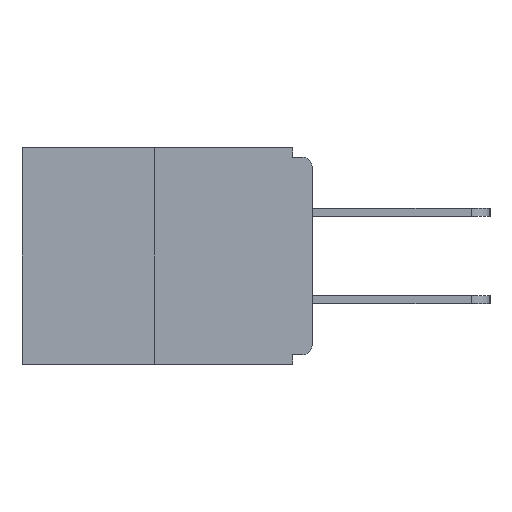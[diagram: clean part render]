
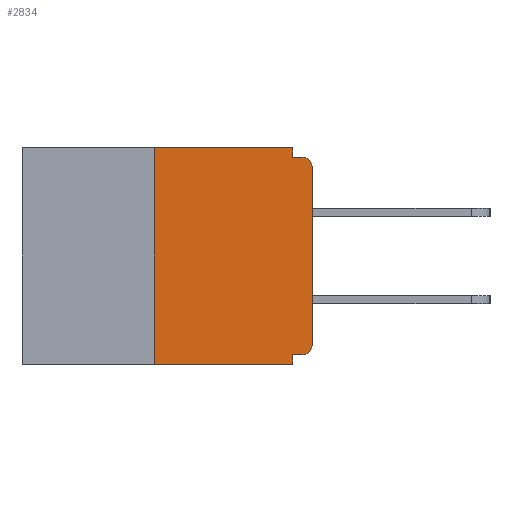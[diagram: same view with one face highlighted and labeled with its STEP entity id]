
A CAD part, left-side view. The second image highlights one B-rep face of the part: STEP entity #2834.
In plain terms, the highlighted planar face has unit normal (-1, 0, 0).
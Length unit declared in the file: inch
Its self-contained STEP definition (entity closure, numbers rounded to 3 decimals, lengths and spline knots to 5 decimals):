
#306 = VECTOR ( 'NONE', #9066, 39.37008 ) ;
#325 = VERTEX_POINT ( 'NONE', #1547 ) ;
#388 = CARTESIAN_POINT ( 'NONE',  ( 0., 0.015, -0.313 ) ) ;
#810 = LINE ( 'NONE', #6854, #306 ) ;
#997 = VECTOR ( 'NONE', #4835, 39.37008 ) ;
#1547 = CARTESIAN_POINT ( 'NONE',  ( 0., 0., -0.03 ) ) ;
#1673 = VECTOR ( 'NONE', #5962, 39.37008 ) ;
#1752 = CARTESIAN_POINT ( 'NONE',  ( 0., 0., 0. ) ) ;
#1793 = ORIENTED_EDGE ( 'NONE', *, *, #13082, .T. ) ;
#2006 = VECTOR ( 'NONE', #9240, 39.37008 ) ;
#2080 = PLANE ( 'NONE',  #12034 ) ;
#2175 = LINE ( 'NONE', #5703, #13211 ) ;
#2346 = CARTESIAN_POINT ( 'NONE',  ( 0., 0.015, -0.015 ) ) ;
#2682 = VERTEX_POINT ( 'NONE', #12698 ) ;
#2725 = CARTESIAN_POINT ( 'NONE',  ( 0., 0.015, -0.328 ) ) ;
#2834 = ADVANCED_FACE ( 'NONE', ( #3490 ), #2080, .F. ) ;
#2905 = DIRECTION ( 'NONE',  ( 1., 0., 0. ) ) ;
#3002 = ORIENTED_EDGE ( 'NONE', *, *, #3579, .F. ) ;
#3186 = LINE ( 'NONE', #5504, #8563 ) ;
#3191 = CIRCLE ( 'NONE', #6230, 0.015 ) ;
#3490 = FACE_OUTER_BOUND ( 'NONE', #13792, .T. ) ;
#3579 = EDGE_CURVE ( 'NONE', #12414, #8346, #11828, .T. ) ;
#3709 = DIRECTION ( 'NONE',  ( -1., 0., 0. ) ) ;
#4045 = ORIENTED_EDGE ( 'NONE', *, *, #8668, .F. ) ;
#4110 = EDGE_CURVE ( 'NONE', #7564, #4202, #810, .T. ) ;
#4132 = DIRECTION ( 'NONE',  ( 0., 0., -1. ) ) ;
#4202 = VERTEX_POINT ( 'NONE', #9022 ) ;
#4577 = DIRECTION ( 'NONE',  ( 0., 0., -1. ) ) ;
#4671 = VERTEX_POINT ( 'NONE', #2346 ) ;
#4835 = DIRECTION ( 'NONE',  ( 0., 0., -1. ) ) ;
#4865 = CARTESIAN_POINT ( 'NONE',  ( 0., 0.25, -0.343 ) ) ;
#4881 = ORIENTED_EDGE ( 'NONE', *, *, #8251, .F. ) ;
#5087 = CARTESIAN_POINT ( 'NONE',  ( 0., 0.46, 0. ) ) ;
#5162 = LINE ( 'NONE', #1752, #2006 ) ;
#5449 = CARTESIAN_POINT ( 'NONE',  ( 0., 0.015, -0.03 ) ) ;
#5504 = CARTESIAN_POINT ( 'NONE',  ( 0., 0., -0.015 ) ) ;
#5638 = DIRECTION ( 'NONE',  ( 0., -1., 0. ) ) ;
#5703 = CARTESIAN_POINT ( 'NONE',  ( 0., 0.46, 0. ) ) ;
#5855 = CARTESIAN_POINT ( 'NONE',  ( 0., 0.031, -0.328 ) ) ;
#5962 = DIRECTION ( 'NONE',  ( 0., 0., 1. ) ) ;
#6230 = AXIS2_PLACEMENT_3D ( 'NONE', #388, #3709, #13340 ) ;
#6457 = ORIENTED_EDGE ( 'NONE', *, *, #8340, .F. ) ;
#6503 = CIRCLE ( 'NONE', #10295, 0.015 ) ;
#6700 = EDGE_CURVE ( 'NONE', #12001, #4202, #9927, .T. ) ;
#6854 = CARTESIAN_POINT ( 'NONE',  ( 0., 0.031, -0.343 ) ) ;
#7038 = CARTESIAN_POINT ( 'NONE',  ( 0., 0., -0.328 ) ) ;
#7304 = VERTEX_POINT ( 'NONE', #2725 ) ;
#7359 = LINE ( 'NONE', #13306, #1673 ) ;
#7564 = VERTEX_POINT ( 'NONE', #5855 ) ;
#7613 = EDGE_CURVE ( 'NONE', #12871, #325, #5162, .T. ) ;
#8049 = ORIENTED_EDGE ( 'NONE', *, *, #4110, .F. ) ;
#8213 = CARTESIAN_POINT ( 'NONE',  ( 0., 0.031, -0.015 ) ) ;
#8251 = EDGE_CURVE ( 'NONE', #8346, #4671, #3186, .T. ) ;
#8340 = EDGE_CURVE ( 'NONE', #2682, #12414, #2175, .T. ) ;
#8346 = VERTEX_POINT ( 'NONE', #8213 ) ;
#8514 = ORIENTED_EDGE ( 'NONE', *, *, #6700, .T. ) ;
#8563 = VECTOR ( 'NONE', #5638, 39.37008 ) ;
#8668 = EDGE_CURVE ( 'NONE', #12001, #2682, #7359, .T. ) ;
#8862 = DIRECTION ( 'NONE',  ( 0., -1., 0. ) ) ;
#9022 = CARTESIAN_POINT ( 'NONE',  ( 0., 0.031, -0.343 ) ) ;
#9066 = DIRECTION ( 'NONE',  ( 0., 0., -1. ) ) ;
#9084 = EDGE_CURVE ( 'NONE', #325, #4671, #6503, .T. ) ;
#9240 = DIRECTION ( 'NONE',  ( 0., 0., 1. ) ) ;
#9247 = ORIENTED_EDGE ( 'NONE', *, *, #7613, .T. ) ;
#9250 = CARTESIAN_POINT ( 'NONE',  ( 0., 0.031, 0. ) ) ;
#9927 = LINE ( 'NONE', #10448, #12088 ) ;
#10243 = ORIENTED_EDGE ( 'NONE', *, *, #12015, .F. ) ;
#10295 = AXIS2_PLACEMENT_3D ( 'NONE', #5449, #10984, #4577 ) ;
#10448 = CARTESIAN_POINT ( 'NONE',  ( 0., 0.46, -0.343 ) ) ;
#10595 = LINE ( 'NONE', #7038, #11568 ) ;
#10984 = DIRECTION ( 'NONE',  ( -1., 0., 0. ) ) ;
#11568 = VECTOR ( 'NONE', #13372, 39.37008 ) ;
#11704 = CARTESIAN_POINT ( 'NONE',  ( 0., 0., -0.313 ) ) ;
#11828 = LINE ( 'NONE', #9250, #997 ) ;
#11907 = CARTESIAN_POINT ( 'NONE',  ( 0., 0.031, 0. ) ) ;
#12001 = VERTEX_POINT ( 'NONE', #4865 ) ;
#12015 = EDGE_CURVE ( 'NONE', #7304, #7564, #10595, .T. ) ;
#12034 = AXIS2_PLACEMENT_3D ( 'NONE', #5087, #2905, #4132 ) ;
#12088 = VECTOR ( 'NONE', #13560, 39.37008 ) ;
#12414 = VERTEX_POINT ( 'NONE', #11907 ) ;
#12600 = ORIENTED_EDGE ( 'NONE', *, *, #9084, .T. ) ;
#12698 = CARTESIAN_POINT ( 'NONE',  ( 0., 0.25, 0. ) ) ;
#12871 = VERTEX_POINT ( 'NONE', #11704 ) ;
#13082 = EDGE_CURVE ( 'NONE', #7304, #12871, #3191, .T. ) ;
#13211 = VECTOR ( 'NONE', #8862, 39.37008 ) ;
#13306 = CARTESIAN_POINT ( 'NONE',  ( 0., 0.25, 0. ) ) ;
#13340 = DIRECTION ( 'NONE',  ( 0., 0., -1. ) ) ;
#13372 = DIRECTION ( 'NONE',  ( 0., 1., 0. ) ) ;
#13560 = DIRECTION ( 'NONE',  ( 0., -1., 0. ) ) ;
#13792 = EDGE_LOOP ( 'NONE', ( #6457, #4045, #8514, #8049, #10243, #1793, #9247, #12600, #4881, #3002 ) ) ;
